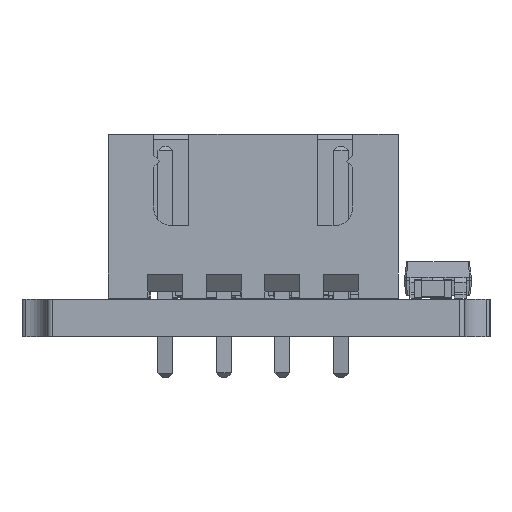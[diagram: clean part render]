
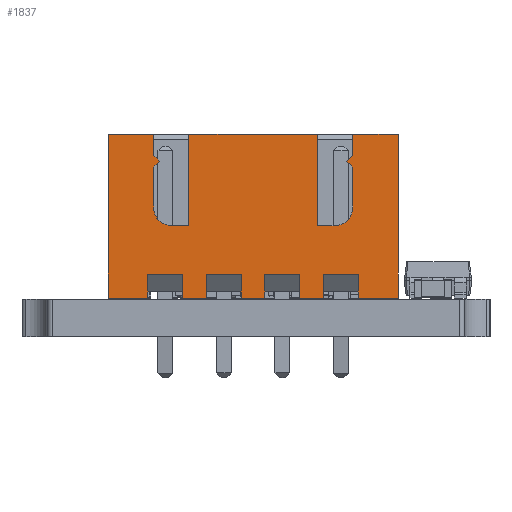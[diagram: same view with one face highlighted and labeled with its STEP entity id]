
A CAD part, left-side view. The second image highlights one B-rep face of the part: STEP entity #1837.
In plain terms, the highlighted face is planar.
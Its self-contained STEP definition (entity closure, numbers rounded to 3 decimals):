
#1186 = VERTEX_POINT('',#1187);
#1187 = CARTESIAN_POINT('',(-2.45,2.35,0.));
#1195 = EDGE_CURVE('',#1186,#1196,#1198,.T.);
#1196 = VERTEX_POINT('',#1197);
#1197 = CARTESIAN_POINT('',(-2.45,2.35,7.));
#1198 = LINE('',#1199,#1200);
#1199 = CARTESIAN_POINT('',(-2.45,2.35,0.));
#1200 = VECTOR('',#1201,1.);
#1201 = DIRECTION('',(0.,0.,1.));
#1451 = VERTEX_POINT('',#1452);
#1452 = CARTESIAN_POINT('',(9.95,2.35,0.));
#1494 = VERTEX_POINT('',#1495);
#1495 = CARTESIAN_POINT('',(9.95,2.35,7.));
#1501 = EDGE_CURVE('',#1451,#1494,#1502,.T.);
#1502 = LINE('',#1503,#1504);
#1503 = CARTESIAN_POINT('',(9.95,2.35,0.));
#1504 = VECTOR('',#1505,1.);
#1505 = DIRECTION('',(0.,0.,1.));
#1606 = EDGE_CURVE('',#1607,#1186,#1609,.T.);
#1607 = VERTEX_POINT('',#1608);
#1608 = CARTESIAN_POINT('',(-0.75,2.35,0.));
#1609 = LINE('',#1610,#1611);
#1610 = CARTESIAN_POINT('',(9.95,2.35,0.));
#1611 = VECTOR('',#1612,1.);
#1612 = DIRECTION('',(-1.,0.,0.));
#1819 = VERTEX_POINT('',#1820);
#1820 = CARTESIAN_POINT('',(-0.5,2.35,7.));
#1826 = EDGE_CURVE('',#1819,#1196,#1827,.T.);
#1827 = LINE('',#1828,#1829);
#1828 = CARTESIAN_POINT('',(9.95,2.35,7.));
#1829 = VECTOR('',#1830,1.);
#1830 = DIRECTION('',(-1.,0.,0.));
#1837 = ADVANCED_FACE('',(#1838),#2098,.F.);
#1838 = FACE_BOUND('',#1839,.F.);
#1839 = EDGE_LOOP('',(#1840,#1848,#1849,#1857,#1865,#1873,#1881,#1889,
    #1898,#1906,#1914,#1922,#1930,#1938,#1947,#1955,#1963,#1971,#1977,
    #1978,#1979,#1980,#1988,#1996,#2004,#2012,#2020,#2028,#2036,#2044,
    #2052,#2060,#2068,#2076,#2084,#2092));
#1840 = ORIENTED_EDGE('',*,*,#1841,.F.);
#1841 = EDGE_CURVE('',#1451,#1842,#1844,.T.);
#1842 = VERTEX_POINT('',#1843);
#1843 = CARTESIAN_POINT('',(8.25,2.35,0.));
#1844 = LINE('',#1845,#1846);
#1845 = CARTESIAN_POINT('',(9.95,2.35,0.));
#1846 = VECTOR('',#1847,1.);
#1847 = DIRECTION('',(-1.,0.,0.));
#1848 = ORIENTED_EDGE('',*,*,#1501,.T.);
#1849 = ORIENTED_EDGE('',*,*,#1850,.T.);
#1850 = EDGE_CURVE('',#1494,#1851,#1853,.T.);
#1851 = VERTEX_POINT('',#1852);
#1852 = CARTESIAN_POINT('',(8.,2.35,7.));
#1853 = LINE('',#1854,#1855);
#1854 = CARTESIAN_POINT('',(9.95,2.35,7.));
#1855 = VECTOR('',#1856,1.);
#1856 = DIRECTION('',(-1.,0.,0.));
#1857 = ORIENTED_EDGE('',*,*,#1858,.F.);
#1858 = EDGE_CURVE('',#1859,#1851,#1861,.T.);
#1859 = VERTEX_POINT('',#1860);
#1860 = CARTESIAN_POINT('',(8.,2.35,6.1));
#1861 = LINE('',#1862,#1863);
#1862 = CARTESIAN_POINT('',(8.,2.35,6.1));
#1863 = VECTOR('',#1864,1.);
#1864 = DIRECTION('',(0.,0.,1.));
#1865 = ORIENTED_EDGE('',*,*,#1866,.F.);
#1866 = EDGE_CURVE('',#1867,#1859,#1869,.T.);
#1867 = VERTEX_POINT('',#1868);
#1868 = CARTESIAN_POINT('',(7.75,2.35,5.85));
#1869 = LINE('',#1870,#1871);
#1870 = CARTESIAN_POINT('',(7.75,2.35,5.85));
#1871 = VECTOR('',#1872,1.);
#1872 = DIRECTION('',(0.707,0.,0.707)
  );
#1873 = ORIENTED_EDGE('',*,*,#1874,.F.);
#1874 = EDGE_CURVE('',#1875,#1867,#1877,.T.);
#1875 = VERTEX_POINT('',#1876);
#1876 = CARTESIAN_POINT('',(8.,2.35,5.6));
#1877 = LINE('',#1878,#1879);
#1878 = CARTESIAN_POINT('',(8.,2.35,5.6));
#1879 = VECTOR('',#1880,1.);
#1880 = DIRECTION('',(-0.707,0.,0.707)
  );
#1881 = ORIENTED_EDGE('',*,*,#1882,.F.);
#1882 = EDGE_CURVE('',#1883,#1875,#1885,.T.);
#1883 = VERTEX_POINT('',#1884);
#1884 = CARTESIAN_POINT('',(8.,2.35,3.85));
#1885 = LINE('',#1886,#1887);
#1886 = CARTESIAN_POINT('',(8.,2.35,3.1));
#1887 = VECTOR('',#1888,1.);
#1888 = DIRECTION('',(0.,0.,1.));
#1889 = ORIENTED_EDGE('',*,*,#1890,.F.);
#1890 = EDGE_CURVE('',#1891,#1883,#1893,.T.);
#1891 = VERTEX_POINT('',#1892);
#1892 = CARTESIAN_POINT('',(7.25,2.35,3.1));
#1893 = CIRCLE('',#1894,0.75);
#1894 = AXIS2_PLACEMENT_3D('',#1895,#1896,#1897);
#1895 = CARTESIAN_POINT('',(7.25,2.35,3.85));
#1896 = DIRECTION('',(0.,-1.,0.));
#1897 = DIRECTION('',(0.,0.,1.));
#1898 = ORIENTED_EDGE('',*,*,#1899,.F.);
#1899 = EDGE_CURVE('',#1900,#1891,#1902,.T.);
#1900 = VERTEX_POINT('',#1901);
#1901 = CARTESIAN_POINT('',(6.5,2.35,3.1));
#1902 = LINE('',#1903,#1904);
#1903 = CARTESIAN_POINT('',(6.5,2.35,3.1));
#1904 = VECTOR('',#1905,1.);
#1905 = DIRECTION('',(1.,0.,0.));
#1906 = ORIENTED_EDGE('',*,*,#1907,.F.);
#1907 = EDGE_CURVE('',#1908,#1900,#1910,.T.);
#1908 = VERTEX_POINT('',#1909);
#1909 = CARTESIAN_POINT('',(6.5,2.35,7.));
#1910 = LINE('',#1911,#1912);
#1911 = CARTESIAN_POINT('',(6.5,2.35,7.));
#1912 = VECTOR('',#1913,1.);
#1913 = DIRECTION('',(-0.,0.,-1.));
#1914 = ORIENTED_EDGE('',*,*,#1915,.T.);
#1915 = EDGE_CURVE('',#1908,#1916,#1918,.T.);
#1916 = VERTEX_POINT('',#1917);
#1917 = CARTESIAN_POINT('',(1.,2.35,7.));
#1918 = LINE('',#1919,#1920);
#1919 = CARTESIAN_POINT('',(9.95,2.35,7.));
#1920 = VECTOR('',#1921,1.);
#1921 = DIRECTION('',(-1.,0.,0.));
#1922 = ORIENTED_EDGE('',*,*,#1923,.T.);
#1923 = EDGE_CURVE('',#1916,#1924,#1926,.T.);
#1924 = VERTEX_POINT('',#1925);
#1925 = CARTESIAN_POINT('',(1.,2.35,3.1));
#1926 = LINE('',#1927,#1928);
#1927 = CARTESIAN_POINT('',(1.,2.35,7.));
#1928 = VECTOR('',#1929,1.);
#1929 = DIRECTION('',(-0.,0.,-1.));
#1930 = ORIENTED_EDGE('',*,*,#1931,.T.);
#1931 = EDGE_CURVE('',#1924,#1932,#1934,.T.);
#1932 = VERTEX_POINT('',#1933);
#1933 = CARTESIAN_POINT('',(0.25,2.35,3.1));
#1934 = LINE('',#1935,#1936);
#1935 = CARTESIAN_POINT('',(1.,2.35,3.1));
#1936 = VECTOR('',#1937,1.);
#1937 = DIRECTION('',(-1.,0.,0.));
#1938 = ORIENTED_EDGE('',*,*,#1939,.T.);
#1939 = EDGE_CURVE('',#1932,#1940,#1942,.T.);
#1940 = VERTEX_POINT('',#1941);
#1941 = CARTESIAN_POINT('',(-0.5,2.35,3.85));
#1942 = CIRCLE('',#1943,0.75);
#1943 = AXIS2_PLACEMENT_3D('',#1944,#1945,#1946);
#1944 = CARTESIAN_POINT('',(0.25,2.35,3.85));
#1945 = DIRECTION('',(0.,1.,-0.));
#1946 = DIRECTION('',(0.,0.,1.));
#1947 = ORIENTED_EDGE('',*,*,#1948,.T.);
#1948 = EDGE_CURVE('',#1940,#1949,#1951,.T.);
#1949 = VERTEX_POINT('',#1950);
#1950 = CARTESIAN_POINT('',(-0.5,2.35,5.6));
#1951 = LINE('',#1952,#1953);
#1952 = CARTESIAN_POINT('',(-0.5,2.35,3.1));
#1953 = VECTOR('',#1954,1.);
#1954 = DIRECTION('',(0.,0.,1.));
#1955 = ORIENTED_EDGE('',*,*,#1956,.T.);
#1956 = EDGE_CURVE('',#1949,#1957,#1959,.T.);
#1957 = VERTEX_POINT('',#1958);
#1958 = CARTESIAN_POINT('',(-0.25,2.35,5.85));
#1959 = LINE('',#1960,#1961);
#1960 = CARTESIAN_POINT('',(-0.5,2.35,5.6));
#1961 = VECTOR('',#1962,1.);
#1962 = DIRECTION('',(0.707,0.,0.707)
  );
#1963 = ORIENTED_EDGE('',*,*,#1964,.T.);
#1964 = EDGE_CURVE('',#1957,#1965,#1967,.T.);
#1965 = VERTEX_POINT('',#1966);
#1966 = CARTESIAN_POINT('',(-0.5,2.35,6.1));
#1967 = LINE('',#1968,#1969);
#1968 = CARTESIAN_POINT('',(-0.25,2.35,5.85));
#1969 = VECTOR('',#1970,1.);
#1970 = DIRECTION('',(-0.707,0.,0.707)
  );
#1971 = ORIENTED_EDGE('',*,*,#1972,.T.);
#1972 = EDGE_CURVE('',#1965,#1819,#1973,.T.);
#1973 = LINE('',#1974,#1975);
#1974 = CARTESIAN_POINT('',(-0.5,2.35,6.1));
#1975 = VECTOR('',#1976,1.);
#1976 = DIRECTION('',(0.,0.,1.));
#1977 = ORIENTED_EDGE('',*,*,#1826,.T.);
#1978 = ORIENTED_EDGE('',*,*,#1195,.F.);
#1979 = ORIENTED_EDGE('',*,*,#1606,.F.);
#1980 = ORIENTED_EDGE('',*,*,#1981,.T.);
#1981 = EDGE_CURVE('',#1607,#1982,#1984,.T.);
#1982 = VERTEX_POINT('',#1983);
#1983 = CARTESIAN_POINT('',(-0.75,2.35,1.));
#1984 = LINE('',#1985,#1986);
#1985 = CARTESIAN_POINT('',(-0.75,2.35,0.));
#1986 = VECTOR('',#1987,1.);
#1987 = DIRECTION('',(0.,0.,1.));
#1988 = ORIENTED_EDGE('',*,*,#1989,.F.);
#1989 = EDGE_CURVE('',#1990,#1982,#1992,.T.);
#1990 = VERTEX_POINT('',#1991);
#1991 = CARTESIAN_POINT('',(0.75,2.35,1.));
#1992 = LINE('',#1993,#1994);
#1993 = CARTESIAN_POINT('',(0.75,2.35,1.));
#1994 = VECTOR('',#1995,1.);
#1995 = DIRECTION('',(-1.,0.,0.));
#1996 = ORIENTED_EDGE('',*,*,#1997,.F.);
#1997 = EDGE_CURVE('',#1998,#1990,#2000,.T.);
#1998 = VERTEX_POINT('',#1999);
#1999 = CARTESIAN_POINT('',(0.75,2.35,0.));
#2000 = LINE('',#2001,#2002);
#2001 = CARTESIAN_POINT('',(0.75,2.35,0.));
#2002 = VECTOR('',#2003,1.);
#2003 = DIRECTION('',(0.,0.,1.));
#2004 = ORIENTED_EDGE('',*,*,#2005,.F.);
#2005 = EDGE_CURVE('',#2006,#1998,#2008,.T.);
#2006 = VERTEX_POINT('',#2007);
#2007 = CARTESIAN_POINT('',(1.75,2.35,0.));
#2008 = LINE('',#2009,#2010);
#2009 = CARTESIAN_POINT('',(9.95,2.35,0.));
#2010 = VECTOR('',#2011,1.);
#2011 = DIRECTION('',(-1.,0.,0.));
#2012 = ORIENTED_EDGE('',*,*,#2013,.T.);
#2013 = EDGE_CURVE('',#2006,#2014,#2016,.T.);
#2014 = VERTEX_POINT('',#2015);
#2015 = CARTESIAN_POINT('',(1.75,2.35,1.));
#2016 = LINE('',#2017,#2018);
#2017 = CARTESIAN_POINT('',(1.75,2.35,0.));
#2018 = VECTOR('',#2019,1.);
#2019 = DIRECTION('',(0.,0.,1.));
#2020 = ORIENTED_EDGE('',*,*,#2021,.F.);
#2021 = EDGE_CURVE('',#2022,#2014,#2024,.T.);
#2022 = VERTEX_POINT('',#2023);
#2023 = CARTESIAN_POINT('',(3.25,2.35,1.));
#2024 = LINE('',#2025,#2026);
#2025 = CARTESIAN_POINT('',(3.25,2.35,1.));
#2026 = VECTOR('',#2027,1.);
#2027 = DIRECTION('',(-1.,0.,0.));
#2028 = ORIENTED_EDGE('',*,*,#2029,.F.);
#2029 = EDGE_CURVE('',#2030,#2022,#2032,.T.);
#2030 = VERTEX_POINT('',#2031);
#2031 = CARTESIAN_POINT('',(3.25,2.35,0.));
#2032 = LINE('',#2033,#2034);
#2033 = CARTESIAN_POINT('',(3.25,2.35,0.));
#2034 = VECTOR('',#2035,1.);
#2035 = DIRECTION('',(0.,0.,1.));
#2036 = ORIENTED_EDGE('',*,*,#2037,.F.);
#2037 = EDGE_CURVE('',#2038,#2030,#2040,.T.);
#2038 = VERTEX_POINT('',#2039);
#2039 = CARTESIAN_POINT('',(4.25,2.35,0.));
#2040 = LINE('',#2041,#2042);
#2041 = CARTESIAN_POINT('',(9.95,2.35,0.));
#2042 = VECTOR('',#2043,1.);
#2043 = DIRECTION('',(-1.,0.,0.));
#2044 = ORIENTED_EDGE('',*,*,#2045,.T.);
#2045 = EDGE_CURVE('',#2038,#2046,#2048,.T.);
#2046 = VERTEX_POINT('',#2047);
#2047 = CARTESIAN_POINT('',(4.25,2.35,1.));
#2048 = LINE('',#2049,#2050);
#2049 = CARTESIAN_POINT('',(4.25,2.35,0.));
#2050 = VECTOR('',#2051,1.);
#2051 = DIRECTION('',(0.,0.,1.));
#2052 = ORIENTED_EDGE('',*,*,#2053,.F.);
#2053 = EDGE_CURVE('',#2054,#2046,#2056,.T.);
#2054 = VERTEX_POINT('',#2055);
#2055 = CARTESIAN_POINT('',(5.75,2.35,1.));
#2056 = LINE('',#2057,#2058);
#2057 = CARTESIAN_POINT('',(5.75,2.35,1.));
#2058 = VECTOR('',#2059,1.);
#2059 = DIRECTION('',(-1.,0.,0.));
#2060 = ORIENTED_EDGE('',*,*,#2061,.F.);
#2061 = EDGE_CURVE('',#2062,#2054,#2064,.T.);
#2062 = VERTEX_POINT('',#2063);
#2063 = CARTESIAN_POINT('',(5.75,2.35,0.));
#2064 = LINE('',#2065,#2066);
#2065 = CARTESIAN_POINT('',(5.75,2.35,0.));
#2066 = VECTOR('',#2067,1.);
#2067 = DIRECTION('',(0.,0.,1.));
#2068 = ORIENTED_EDGE('',*,*,#2069,.F.);
#2069 = EDGE_CURVE('',#2070,#2062,#2072,.T.);
#2070 = VERTEX_POINT('',#2071);
#2071 = CARTESIAN_POINT('',(6.75,2.35,0.));
#2072 = LINE('',#2073,#2074);
#2073 = CARTESIAN_POINT('',(9.95,2.35,0.));
#2074 = VECTOR('',#2075,1.);
#2075 = DIRECTION('',(-1.,0.,0.));
#2076 = ORIENTED_EDGE('',*,*,#2077,.T.);
#2077 = EDGE_CURVE('',#2070,#2078,#2080,.T.);
#2078 = VERTEX_POINT('',#2079);
#2079 = CARTESIAN_POINT('',(6.75,2.35,1.));
#2080 = LINE('',#2081,#2082);
#2081 = CARTESIAN_POINT('',(6.75,2.35,0.));
#2082 = VECTOR('',#2083,1.);
#2083 = DIRECTION('',(0.,0.,1.));
#2084 = ORIENTED_EDGE('',*,*,#2085,.F.);
#2085 = EDGE_CURVE('',#2086,#2078,#2088,.T.);
#2086 = VERTEX_POINT('',#2087);
#2087 = CARTESIAN_POINT('',(8.25,2.35,1.));
#2088 = LINE('',#2089,#2090);
#2089 = CARTESIAN_POINT('',(8.25,2.35,1.));
#2090 = VECTOR('',#2091,1.);
#2091 = DIRECTION('',(-1.,0.,0.));
#2092 = ORIENTED_EDGE('',*,*,#2093,.F.);
#2093 = EDGE_CURVE('',#1842,#2086,#2094,.T.);
#2094 = LINE('',#2095,#2096);
#2095 = CARTESIAN_POINT('',(8.25,2.35,0.));
#2096 = VECTOR('',#2097,1.);
#2097 = DIRECTION('',(0.,0.,1.));
#2098 = PLANE('',#2099);
#2099 = AXIS2_PLACEMENT_3D('',#2100,#2101,#2102);
#2100 = CARTESIAN_POINT('',(9.95,2.35,0.));
#2101 = DIRECTION('',(0.,-1.,0.));
#2102 = DIRECTION('',(-1.,0.,0.));
